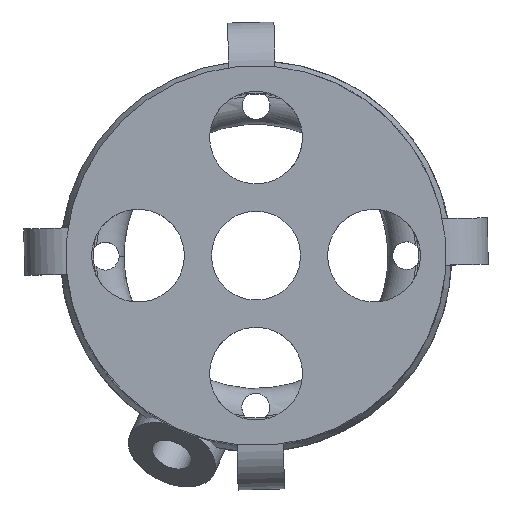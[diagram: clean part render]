
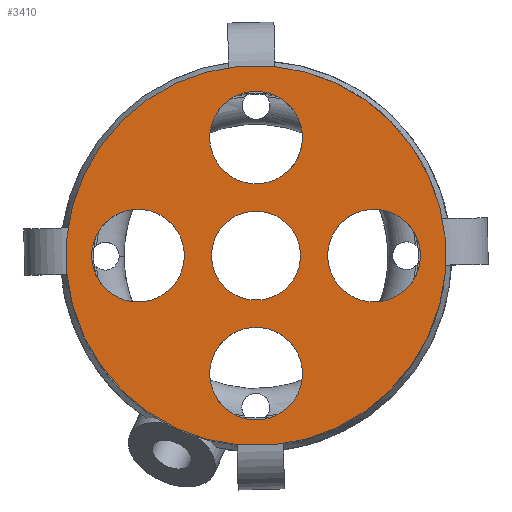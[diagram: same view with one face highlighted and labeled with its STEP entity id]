
A CAD part, top view. The second image highlights one B-rep face of the part: STEP entity #3410.
In plain terms, the highlighted planar face has unit normal (0, 0, 1).
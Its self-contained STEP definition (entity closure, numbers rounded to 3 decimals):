
#59 = EDGE_LOOP ( 'NONE', ( #3321, #1789 ) ) ;
#284 = FACE_BOUND ( 'NONE', #59, .T. ) ;
#322 = VERTEX_POINT ( 'NONE', #4082 ) ;
#401 = ORIENTED_EDGE ( 'NONE', *, *, #4329, .F. ) ;
#473 = CARTESIAN_POINT ( 'NONE',  ( -3.536, -9.192, 43. ) ) ;
#509 = EDGE_LOOP ( 'NONE', ( #2823, #671 ) ) ;
#606 = DIRECTION ( 'NONE',  ( 0., 0., 1. ) ) ;
#638 = CARTESIAN_POINT ( 'NONE',  ( -12.728, 0., 43. ) ) ;
#671 = ORIENTED_EDGE ( 'NONE', *, *, #2019, .F. ) ;
#698 = VERTEX_POINT ( 'NONE', #4373 ) ;
#824 = CARTESIAN_POINT ( 'NONE',  ( -12.728, 0., 43. ) ) ;
#910 = CIRCLE ( 'NONE', #1552, 5. ) ;
#932 = DIRECTION ( 'NONE',  ( 0., 0., 1. ) ) ;
#997 = DIRECTION ( 'NONE',  ( -0.707, 0.707, 0. ) ) ;
#1100 = EDGE_CURVE ( 'NONE', #4459, #1737, #910, .T. ) ;
#1110 = EDGE_CURVE ( 'NONE', #2293, #3751, #3459, .T. ) ;
#1168 = EDGE_CURVE ( 'NONE', #3165, #322, #3343, .T. ) ;
#1182 = DIRECTION ( 'NONE',  ( -0.707, 0.707, 0. ) ) ;
#1207 = CARTESIAN_POINT ( 'NONE',  ( 3.394, -3.394, 43. ) ) ;
#1213 = CARTESIAN_POINT ( 'NONE',  ( 0., 0., 43. ) ) ;
#1288 = ORIENTED_EDGE ( 'NONE', *, *, #1100, .F. ) ;
#1304 = CIRCLE ( 'NONE', #2049, 4.8 ) ;
#1335 = CARTESIAN_POINT ( 'NONE',  ( 0., -12.728, 43. ) ) ;
#1362 = DIRECTION ( 'NONE',  ( 0., 0., 1. ) ) ;
#1363 = VERTEX_POINT ( 'NONE', #1811 ) ;
#1453 = CARTESIAN_POINT ( 'NONE',  ( 0., 12.728, 43. ) ) ;
#1551 = DIRECTION ( 'NONE',  ( 0.707, -0.707, 0. ) ) ;
#1552 = AXIS2_PLACEMENT_3D ( 'NONE', #4041, #1992, #4395 ) ;
#1664 = DIRECTION ( 'NONE',  ( 0., 0., 1. ) ) ;
#1666 = CARTESIAN_POINT ( 'NONE',  ( 0., 0., 43. ) ) ;
#1678 = DIRECTION ( 'NONE',  ( -0.707, 0.707, 0. ) ) ;
#1697 = CARTESIAN_POINT ( 'NONE',  ( 0., 0., 43. ) ) ;
#1737 = VERTEX_POINT ( 'NONE', #4053 ) ;
#1742 = DIRECTION ( 'NONE',  ( 0., 0., 1. ) ) ;
#1755 = AXIS2_PLACEMENT_3D ( 'NONE', #1453, #3870, #1813 ) ;
#1789 = ORIENTED_EDGE ( 'NONE', *, *, #3046, .F. ) ;
#1810 = AXIS2_PLACEMENT_3D ( 'NONE', #2691, #606, #3041 ) ;
#1811 = CARTESIAN_POINT ( 'NONE',  ( 14.496, -14.496, 43. ) ) ;
#1813 = DIRECTION ( 'NONE',  ( -0.707, 0.707, 0. ) ) ;
#1901 = DIRECTION ( 'NONE',  ( 0., 0., 1. ) ) ;
#1957 = AXIS2_PLACEMENT_3D ( 'NONE', #1697, #1362, #3773 ) ;
#1992 = DIRECTION ( 'NONE',  ( 0., 0., 1. ) ) ;
#2011 = DIRECTION ( 'NONE',  ( 0.707, -0.707, 0. ) ) ;
#2019 = EDGE_CURVE ( 'NONE', #3353, #698, #4259, .T. ) ;
#2024 = AXIS2_PLACEMENT_3D ( 'NONE', #3723, #1664, #4058 ) ;
#2049 = AXIS2_PLACEMENT_3D ( 'NONE', #1666, #4060, #2011 ) ;
#2059 = EDGE_LOOP ( 'NONE', ( #401, #1288 ) ) ;
#2121 = EDGE_CURVE ( 'NONE', #2625, #2715, #3735, .T. ) ;
#2137 = FACE_BOUND ( 'NONE', #4343, .T. ) ;
#2146 = EDGE_CURVE ( 'NONE', #2715, #2625, #1304, .T. ) ;
#2231 = FACE_BOUND ( 'NONE', #509, .T. ) ;
#2293 = VERTEX_POINT ( 'NONE', #3230 ) ;
#2296 = AXIS2_PLACEMENT_3D ( 'NONE', #1213, #3621, #1551 ) ;
#2360 = ORIENTED_EDGE ( 'NONE', *, *, #2490, .T. ) ;
#2388 = EDGE_CURVE ( 'NONE', #1363, #3147, #3914, .T. ) ;
#2478 = EDGE_LOOP ( 'NONE', ( #3458, #3506 ) ) ;
#2490 = EDGE_CURVE ( 'NONE', #3147, #1363, #3710, .T. ) ;
#2560 = CIRCLE ( 'NONE', #3487, 5. ) ;
#2608 = CARTESIAN_POINT ( 'NONE',  ( -9.192, -3.536, 43. ) ) ;
#2625 = VERTEX_POINT ( 'NONE', #4194 ) ;
#2631 = EDGE_CURVE ( 'NONE', #698, #3353, #2681, .T. ) ;
#2681 = CIRCLE ( 'NONE', #1755, 5. ) ;
#2691 = CARTESIAN_POINT ( 'NONE',  ( 0., 0., 43. ) ) ;
#2715 = VERTEX_POINT ( 'NONE', #1207 ) ;
#2716 = AXIS2_PLACEMENT_3D ( 'NONE', #638, #3071, #997 ) ;
#2722 = CARTESIAN_POINT ( 'NONE',  ( -3.536, 16.263, 43. ) ) ;
#2823 = ORIENTED_EDGE ( 'NONE', *, *, #2631, .F. ) ;
#2948 = FACE_OUTER_BOUND ( 'NONE', #4190, .T. ) ;
#3010 = CARTESIAN_POINT ( 'NONE',  ( 0., 0., 43. ) ) ;
#3041 = DIRECTION ( 'NONE',  ( 0.707, -0.707, 0. ) ) ;
#3046 = EDGE_CURVE ( 'NONE', #322, #3165, #3116, .T. ) ;
#3062 = FACE_BOUND ( 'NONE', #2059, .T. ) ;
#3065 = AXIS2_PLACEMENT_3D ( 'NONE', #824, #3241, #1182 ) ;
#3071 = DIRECTION ( 'NONE',  ( 0., 0., 1. ) ) ;
#3116 = CIRCLE ( 'NONE', #3065, 5. ) ;
#3147 = VERTEX_POINT ( 'NONE', #3641 ) ;
#3152 = ORIENTED_EDGE ( 'NONE', *, *, #3956, .F. ) ;
#3165 = VERTEX_POINT ( 'NONE', #2608 ) ;
#3224 = AXIS2_PLACEMENT_3D ( 'NONE', #3010, #932, #3345 ) ;
#3229 = ORIENTED_EDGE ( 'NONE', *, *, #2388, .T. ) ;
#3230 = CARTESIAN_POINT ( 'NONE',  ( 3.536, -16.263, 43. ) ) ;
#3241 = DIRECTION ( 'NONE',  ( 0., 0., 1. ) ) ;
#3321 = ORIENTED_EDGE ( 'NONE', *, *, #1168, .F. ) ;
#3343 = CIRCLE ( 'NONE', #2716, 5. ) ;
#3345 = DIRECTION ( 'NONE',  ( 0.707, -0.707, 0. ) ) ;
#3353 = VERTEX_POINT ( 'NONE', #2722 ) ;
#3410 = ADVANCED_FACE ( 'NONE', ( #2137, #3062, #2231, #284, #3859, #2948 ), #3414, .T. ) ;
#3414 = PLANE ( 'NONE',  #1957 ) ;
#3458 = ORIENTED_EDGE ( 'NONE', *, *, #2121, .F. ) ;
#3459 = CIRCLE ( 'NONE', #2024, 5. ) ;
#3487 = AXIS2_PLACEMENT_3D ( 'NONE', #3954, #1901, #4297 ) ;
#3506 = ORIENTED_EDGE ( 'NONE', *, *, #2146, .F. ) ;
#3621 = DIRECTION ( 'NONE',  ( 0., 0., 1. ) ) ;
#3641 = CARTESIAN_POINT ( 'NONE',  ( -14.496, 14.496, 43. ) ) ;
#3710 = CIRCLE ( 'NONE', #3224, 20.5 ) ;
#3723 = CARTESIAN_POINT ( 'NONE',  ( 0., -12.728, 43. ) ) ;
#3735 = CIRCLE ( 'NONE', #1810, 4.8 ) ;
#3745 = DIRECTION ( 'NONE',  ( 0., 0., 1. ) ) ;
#3751 = VERTEX_POINT ( 'NONE', #473 ) ;
#3752 = CIRCLE ( 'NONE', #3941, 5. ) ;
#3773 = DIRECTION ( 'NONE',  ( 0.707, -0.707, 0. ) ) ;
#3788 = ORIENTED_EDGE ( 'NONE', *, *, #1110, .F. ) ;
#3807 = CARTESIAN_POINT ( 'NONE',  ( 0., 12.728, 43. ) ) ;
#3859 = FACE_BOUND ( 'NONE', #2478, .T. ) ;
#3870 = DIRECTION ( 'NONE',  ( 0., 0., 1. ) ) ;
#3914 = CIRCLE ( 'NONE', #2296, 20.5 ) ;
#3941 = AXIS2_PLACEMENT_3D ( 'NONE', #1335, #3745, #1678 ) ;
#3954 = CARTESIAN_POINT ( 'NONE',  ( 12.728, 0., 43. ) ) ;
#3956 = EDGE_CURVE ( 'NONE', #3751, #2293, #3752, .T. ) ;
#3966 = AXIS2_PLACEMENT_3D ( 'NONE', #3807, #1742, #4142 ) ;
#4012 = CARTESIAN_POINT ( 'NONE',  ( 9.192, 3.536, 43. ) ) ;
#4041 = CARTESIAN_POINT ( 'NONE',  ( 12.728, 0., 43. ) ) ;
#4053 = CARTESIAN_POINT ( 'NONE',  ( 16.263, -3.536, 43. ) ) ;
#4058 = DIRECTION ( 'NONE',  ( -0.707, 0.707, 0. ) ) ;
#4060 = DIRECTION ( 'NONE',  ( 0., 0., 1. ) ) ;
#4082 = CARTESIAN_POINT ( 'NONE',  ( -16.263, 3.536, 43. ) ) ;
#4142 = DIRECTION ( 'NONE',  ( -0.707, 0.707, 0. ) ) ;
#4190 = EDGE_LOOP ( 'NONE', ( #2360, #3229 ) ) ;
#4194 = CARTESIAN_POINT ( 'NONE',  ( -3.394, 3.394, 43. ) ) ;
#4259 = CIRCLE ( 'NONE', #3966, 5. ) ;
#4297 = DIRECTION ( 'NONE',  ( -0.707, 0.707, 0. ) ) ;
#4329 = EDGE_CURVE ( 'NONE', #1737, #4459, #2560, .T. ) ;
#4343 = EDGE_LOOP ( 'NONE', ( #3788, #3152 ) ) ;
#4373 = CARTESIAN_POINT ( 'NONE',  ( 3.536, 9.192, 43. ) ) ;
#4395 = DIRECTION ( 'NONE',  ( -0.707, 0.707, 0. ) ) ;
#4459 = VERTEX_POINT ( 'NONE', #4012 ) ;
